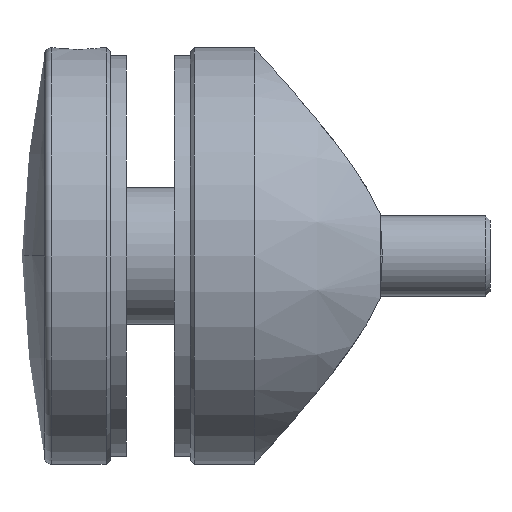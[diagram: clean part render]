
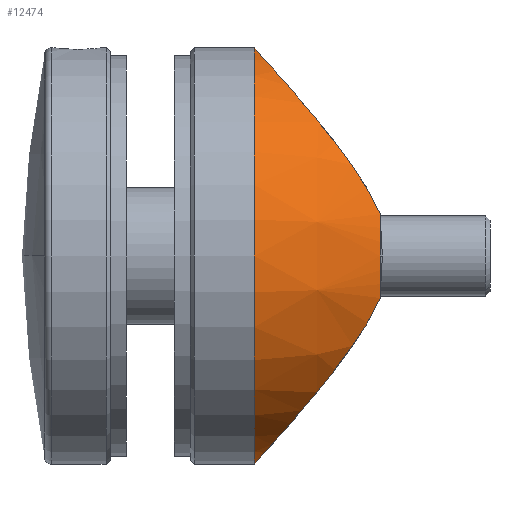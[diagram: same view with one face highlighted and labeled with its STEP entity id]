
A CAD part, left-side view. The second image highlights one B-rep face of the part: STEP entity #12474.
In plain terms, the highlighted conical face has half-angle 10 degrees and reference radius 26 mm.
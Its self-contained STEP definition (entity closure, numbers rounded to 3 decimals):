
#99 = VERTEX_POINT ( 'NONE', #15069 ) ;
#142 = CARTESIAN_POINT ( 'NONE',  ( -21.893, -17.947, -8.677 ) ) ;
#1029 = CARTESIAN_POINT ( 'NONE',  ( -19.703, -14.146, 14.13 ) ) ;
#1180 = CARTESIAN_POINT ( 'NONE',  ( -7.56, -5.202, -24.667 ) ) ;
#1252 = CARTESIAN_POINT ( 'NONE',  ( -14.827, -9.076, -20.27 ) ) ;
#1315 = CARTESIAN_POINT ( 'NONE',  ( -19.983, -14.579, -13.548 ) ) ;
#1334 = CARTESIAN_POINT ( 'NONE',  ( 0., -4., 26. ) ) ;
#1753 = B_SPLINE_CURVE_WITH_KNOTS ( 'NONE', 3,
 ( #16304, #5170, #2629, #17816, #12303, #8008, #9545, #1029, #2371, #5227, #14858, #3776, #12110, #2501, #9297, #6555, #16243, #10910, #13586, #6684, #5357, #3895, #10734, #16376, #14924, #17699 ),
 .UNSPECIFIED., .F., .F.,
 ( 4, 2, 2, 2, 2, 2, 2, 2, 2, 2, 2, 2, 4 ),
 ( 0.001, 0.003, 0.005, 0.01, 0.015, 0.019, 0.022, 0.024, 0.026, 0.029, 0.033, 0.036, 0.038 ),
 .UNSPECIFIED. ) ;
#1918 = EDGE_CURVE ( 'NONE', #5075, #12888, #1753, .T. ) ;
#2371 = CARTESIAN_POINT ( 'NONE',  ( -19.052, -13.266, 15.244 ) ) ;
#2422 = EDGE_CURVE ( 'NONE', #99, #3158, #8532, .T. ) ;
#2501 = CARTESIAN_POINT ( 'NONE',  ( -13.791, -8.315, 21.149 ) ) ;
#2587 = CARTESIAN_POINT ( 'NONE',  ( -10.28, -6.249, -23.495 ) ) ;
#2629 = CARTESIAN_POINT ( 'NONE',  ( -22.383, -19.073, 6.659 ) ) ;
#2864 = DIRECTION ( 'NONE',  ( 0., 0., 1. ) ) ;
#2904 = ORIENTED_EDGE ( 'NONE', *, *, #13280, .T. ) ;
#3027 = CARTESIAN_POINT ( 'NONE',  ( -22.516, -19.413, -5.967 ) ) ;
#3158 = VERTEX_POINT ( 'NONE', #17227 ) ;
#3711 = DIRECTION ( 'NONE',  ( 0., 0., 1. ) ) ;
#3776 = CARTESIAN_POINT ( 'NONE',  ( -15.336, -9.484, 19.796 ) ) ;
#3895 = CARTESIAN_POINT ( 'NONE',  ( -3.889, -4.303, 25.665 ) ) ;
#3910 = CARTESIAN_POINT ( 'NONE',  ( -4.265, -4.377, -25.583 ) ) ;
#4203 = DIRECTION ( 'NONE',  ( 0., 1., 0. ) ) ;
#5075 = VERTEX_POINT ( 'NONE', #9806 ) ;
#5170 = CARTESIAN_POINT ( 'NONE',  ( -22.516, -19.412, 5.968 ) ) ;
#5227 = CARTESIAN_POINT ( 'NONE',  ( -17.572, -11.544, 17.363 ) ) ;
#5357 = CARTESIAN_POINT ( 'NONE',  ( -6.15, -4.746, 25.174 ) ) ;
#5379 = CARTESIAN_POINT ( 'NONE',  ( -1.558, -4.038, -25.959 ) ) ;
#5433 = CARTESIAN_POINT ( 'NONE',  ( -17.553, -11.524, -17.388 ) ) ;
#5497 = CARTESIAN_POINT ( 'NONE',  ( 0., -4., -26. ) ) ;
#5739 = CIRCLE ( 'NONE', #8885, 26. ) ;
#6555 = CARTESIAN_POINT ( 'NONE',  ( -12.103, -7.241, 22.374 ) ) ;
#6644 = CARTESIAN_POINT ( 'NONE',  ( -0.778, -4., -26. ) ) ;
#6684 = CARTESIAN_POINT ( 'NONE',  ( -7.577, -5.173, 24.7 ) ) ;
#6701 = CARTESIAN_POINT ( 'NONE',  ( -11.515, -6.88, -22.786 ) ) ;
#6831 = CARTESIAN_POINT ( 'NONE',  ( -6.124, -4.777, -25.139 ) ) ;
#6931 = CARTESIAN_POINT ( 'NONE',  ( 0., -19.714, 0. ) ) ;
#7008 = EDGE_LOOP ( 'NONE', ( #2904, #8268, #17282, #7286, #13814 ) ) ;
#7036 = DIRECTION ( 'NONE',  ( 0., 1., 0. ) ) ;
#7286 = ORIENTED_EDGE ( 'NONE', *, *, #1918, .T. ) ;
#7872 = B_SPLINE_CURVE_WITH_KNOTS ( 'NONE', 3,
 ( #5497, #6644, #5379, #12189, #16322, #9432, #3910, #13603, #6831, #1180, #14995, #2587, #6701, #12254, #15056, #1252, #12321, #13719, #5433, #15133, #17913, #9631, #1315, #10999, #11292, #142, #11115, #12523, #3027, #8603 ),
 .UNSPECIFIED., .F., .F.,
 ( 4, 2, 2, 2, 2, 2, 2, 2, 2, 2, 2, 2, 2, 2, 4 ),
 ( 0.038, 0.04, 0.042, 0.043, 0.045, 0.047, 0.052, 0.054, 0.057, 0.061, 0.064, 0.066, 0.071, 0.073, 0.075 ),
 .UNSPECIFIED. ) ;
#8008 = CARTESIAN_POINT ( 'NONE',  ( -21.313, -16.759, 10.562 ) ) ;
#8268 = ORIENTED_EDGE ( 'NONE', *, *, #2422, .T. ) ;
#8345 = FACE_OUTER_BOUND ( 'NONE', #7008, .T. ) ;
#8390 = DIRECTION ( 'NONE',  ( 0., 1., 0. ) ) ;
#8532 = CIRCLE ( 'NONE', #10706, 23.229 ) ;
#8603 = CARTESIAN_POINT ( 'NONE',  ( -22.629, -19.714, -5.249 ) ) ;
#8885 = AXIS2_PLACEMENT_3D ( 'NONE', #16665, #7036, #2864 ) ;
#9297 = CARTESIAN_POINT ( 'NONE',  ( -13.245, -7.945, 21.572 ) ) ;
#9432 = CARTESIAN_POINT ( 'NONE',  ( -3.886, -4.312, -25.655 ) ) ;
#9545 = CARTESIAN_POINT ( 'NONE',  ( -20.839, -15.901, 11.777 ) ) ;
#9589 = AXIS2_PLACEMENT_3D ( 'NONE', #15223, #4203, #13880 ) ;
#9631 = CARTESIAN_POINT ( 'NONE',  ( -19.679, -14.141, -14.119 ) ) ;
#9731 = DIRECTION ( 'NONE',  ( 0., 0., 1. ) ) ;
#9806 = CARTESIAN_POINT ( 'NONE',  ( -22.629, -19.714, 5.249 ) ) ;
#10706 = AXIS2_PLACEMENT_3D ( 'NONE', #10714, #11983, #3711 ) ;
#10714 = CARTESIAN_POINT ( 'NONE',  ( 0., -19.714, 0. ) ) ;
#10734 = CARTESIAN_POINT ( 'NONE',  ( -3.11, -4.188, 25.792 ) ) ;
#10910 = CARTESIAN_POINT ( 'NONE',  ( -10.263, -6.278, 23.462 ) ) ;
#10999 = CARTESIAN_POINT ( 'NONE',  ( -20.828, -15.883, -11.801 ) ) ;
#11115 = CARTESIAN_POINT ( 'NONE',  ( -22.07, -18.336, -8.021 ) ) ;
#11292 = CARTESIAN_POINT ( 'NONE',  ( -21.303, -16.739, -10.592 ) ) ;
#11946 = EDGE_CURVE ( 'NONE', #3158, #5075, #17653, .T. ) ;
#11983 = DIRECTION ( 'NONE',  ( 0., 1., 0. ) ) ;
#12110 = CARTESIAN_POINT ( 'NONE',  ( -14.839, -9.086, 20.26 ) ) ;
#12189 = CARTESIAN_POINT ( 'NONE',  ( -2.73, -4.152, -25.832 ) ) ;
#12254 = CARTESIAN_POINT ( 'NONE',  ( -13.233, -7.937, -21.581 ) ) ;
#12303 = CARTESIAN_POINT ( 'NONE',  ( -21.9, -17.961, 8.653 ) ) ;
#12321 = CARTESIAN_POINT ( 'NONE',  ( -15.319, -9.47, -19.812 ) ) ;
#12474 = ADVANCED_FACE ( 'NONE', ( #8345 ), #14193, .T. ) ;
#12523 = CARTESIAN_POINT ( 'NONE',  ( -22.382, -19.071, -6.663 ) ) ;
#12888 = VERTEX_POINT ( 'NONE', #1334 ) ;
#12902 = EDGE_CURVE ( 'NONE', #14787, #12888, #5739, .T. ) ;
#13280 = EDGE_CURVE ( 'NONE', #14787, #99, #7872, .T. ) ;
#13586 = CARTESIAN_POINT ( 'NONE',  ( -9.612, -5.983, 23.793 ) ) ;
#13603 = CARTESIAN_POINT ( 'NONE',  ( -5.39, -4.597, -25.339 ) ) ;
#13719 = CARTESIAN_POINT ( 'NONE',  ( -16.72, -10.681, -18.393 ) ) ;
#13814 = ORIENTED_EDGE ( 'NONE', *, *, #12902, .F. ) ;
#13880 = DIRECTION ( 'NONE',  ( 0., 0., 1. ) ) ;
#14193 = CONICAL_SURFACE ( 'NONE', #9589, 26., 0.175 ) ;
#14787 = VERTEX_POINT ( 'NONE', #15434 ) ;
#14858 = CARTESIAN_POINT ( 'NONE',  ( -16.742, -10.701, 18.369 ) ) ;
#14924 = CARTESIAN_POINT ( 'NONE',  ( -0.78, -4., 26. ) ) ;
#14995 = CARTESIAN_POINT ( 'NONE',  ( -8.264, -5.447, -24.393 ) ) ;
#15056 = CARTESIAN_POINT ( 'NONE',  ( -13.785, -8.31, -21.154 ) ) ;
#15069 = CARTESIAN_POINT ( 'NONE',  ( -22.629, -19.714, -5.249 ) ) ;
#15133 = CARTESIAN_POINT ( 'NONE',  ( -18.671, -12.823, -15.79 ) ) ;
#15223 = CARTESIAN_POINT ( 'NONE',  ( 0., -4., 0. ) ) ;
#15434 = CARTESIAN_POINT ( 'NONE',  ( 0., -4., -26. ) ) ;
#15507 = AXIS2_PLACEMENT_3D ( 'NONE', #6931, #8390, #9731 ) ;
#16243 = CARTESIAN_POINT ( 'NONE',  ( -11.508, -6.907, 22.753 ) ) ;
#16304 = CARTESIAN_POINT ( 'NONE',  ( -22.629, -19.714, 5.249 ) ) ;
#16322 = CARTESIAN_POINT ( 'NONE',  ( -3.119, -4.199, -25.78 ) ) ;
#16376 = CARTESIAN_POINT ( 'NONE',  ( -1.557, -4.038, 25.958 ) ) ;
#16665 = CARTESIAN_POINT ( 'NONE',  ( 0., -4., 0. ) ) ;
#17227 = CARTESIAN_POINT ( 'NONE',  ( -23.229, -19.714, 0. ) ) ;
#17282 = ORIENTED_EDGE ( 'NONE', *, *, #11946, .T. ) ;
#17653 = CIRCLE ( 'NONE', #15507, 23.229 ) ;
#17699 = CARTESIAN_POINT ( 'NONE',  ( 0., -4., 26. ) ) ;
#17816 = CARTESIAN_POINT ( 'NONE',  ( -22.075, -18.348, 8.002 ) ) ;
#17913 = CARTESIAN_POINT ( 'NONE',  ( -19.023, -13.263, -15.24 ) ) ;
